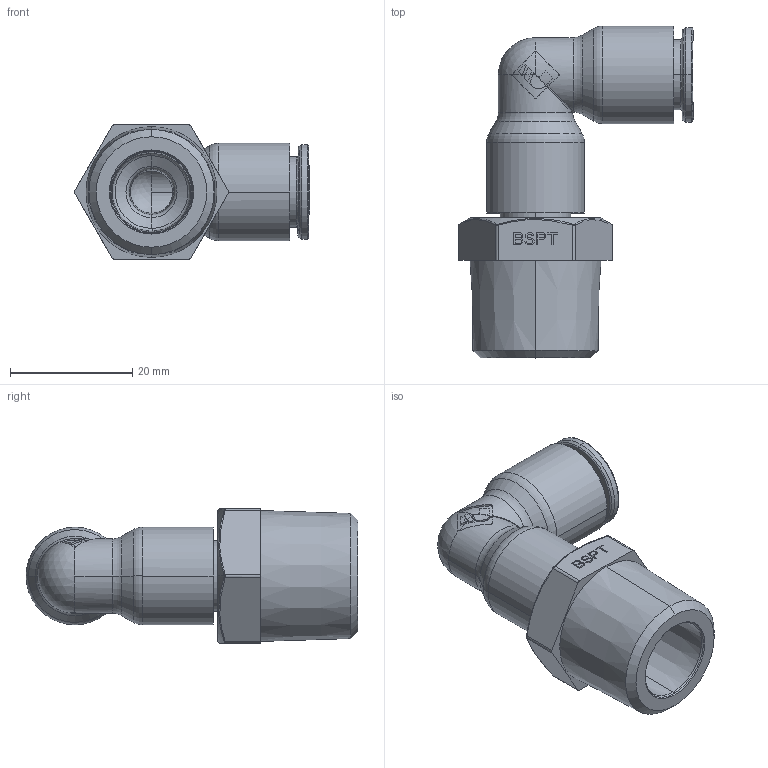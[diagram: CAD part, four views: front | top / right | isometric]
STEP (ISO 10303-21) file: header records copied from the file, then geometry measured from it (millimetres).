
FILE_DESCRIPTION(('STEP AP214'),'1');
FILE_NAME('6879_10_21.stp','2016-07-07T14:48:44',('TraceParts'),('TraceParts S.A.'),'Spatial InterOp 3D',' ',' ');
FILE_SCHEMA(('automotive_design'));
Length unit declared in the file: millimetre
Products named in the file (12): 6879 10 21|44110-19_ASM_2123#44110-19_ASM|44110-32_2119#44110-32;Solide1; 6879 10 21|44110-19_ASM_2123#44110-19_ASM|44110_2120#44110;Solide1; 6879 10 21|44110-19_ASM_2123#44110-19_ASM|44110-30_2121#44110-30;Solide1; 6879 10 21|44110-19_ASM_2123#44110-19_ASM|44110-40_2122#44110-40;Solide1; 6879 10 21|44110-19_ASM_2124#44110-19_ASM|44110-32_2119#44110-32;Solide1; 6879 10 21|44110-19_ASM_2124#44110-19_ASM|44110_2120#44110;Solide1; 6879 10 21|44110-19_ASM_2124#44110-19_ASM|44110-30_2121#44110-30;Solide1; 6879 10 21|44110-19_ASM_2124#44110-19_ASM|44110-40_2122#44110-40;Solide1; 6879 10 21|44520-02_2118#44520-02;Solide1; 6879 10 21|44110-11-10-ASM_2125#44110-11-10-ASM;Solide1; 6879 10 21|44110-11-10-ASM_2126#44110-11-10-ASM;Solide1; 6879 10 21|44520-59_RAINURE_2127#44520-59_RAINURE;Solide1
Bounding box: 38.52 x 54.4 x 22 mm (x, y, z)
Volume: 10282.9 mm3; surface area: 13068.8 mm2
Topology: 12 solids, 12 shells, 1556 faces, 4022 edges, 2543 vertices
Faces by surface type: plane 717, cylinder 248, bspline 201, torus 194, cone 188, sphere 8
Entity records: 69219 total; most frequent: CARTESIAN_POINT 19024, ORIENTED_EDGE 8044, DIRECTION 7522, EDGE_CURVE 4022, AXIS2_PLACEMENT_3D 2566, VERTEX_POINT 2543, LINE 2390, VECTOR 2390
